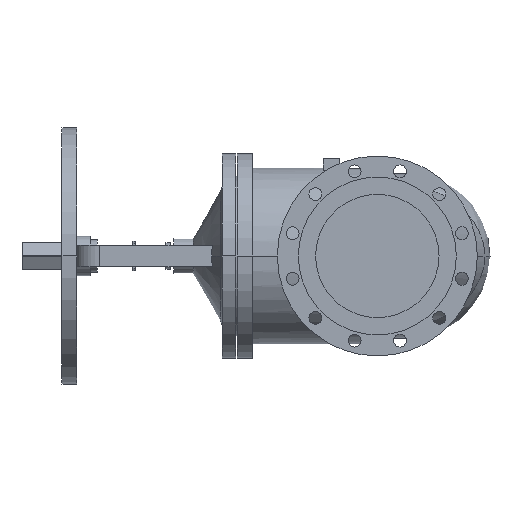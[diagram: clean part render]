
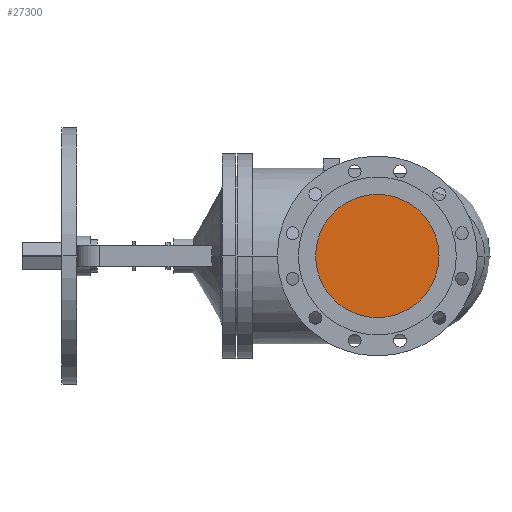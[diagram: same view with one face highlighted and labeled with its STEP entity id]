
A CAD part, left-side view. The second image highlights one B-rep face of the part: STEP entity #27300.
In plain terms, the highlighted planar face has unit normal (-1, 0, 0).
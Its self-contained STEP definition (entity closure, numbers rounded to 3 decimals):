
#19900=CARTESIAN_POINT('',(1.,125.,0.));
#19910=VERTEX_POINT('',#19900);
#19940=CARTESIAN_POINT('',(1.,0.,0.));
#19950=DIRECTION('',(-1.,0.,0.));
#19960=DIRECTION('',(0.,1.,0.));
#19970=AXIS2_PLACEMENT_3D('',#19940,#19950,#19960);
#19980=CIRCLE('',#19970,125.);
#19990=CARTESIAN_POINT('',(1.,-125.,0.));
#20000=VERTEX_POINT('',#19990);
#20010=EDGE_CURVE('',#19910,#20000,#19980,.T.);
#27200=CARTESIAN_POINT('',(1.,62.5,0.));
#27210=DIRECTION('',(1.,0.,0.));
#27220=DIRECTION('',(0.,-1.,0.));
#27230=AXIS2_PLACEMENT_3D('',#27200,#27210,#27220);
#27240=PLANE('',#27230);
#27250=ORIENTED_EDGE('',*,*,#20010,.T.);
#27260=EDGE_CURVE('',#20000,#19910,#19980,.T.);
#27270=ORIENTED_EDGE('',*,*,#27260,.T.);
#27280=EDGE_LOOP('',(#27270,#27250));
#27290=FACE_OUTER_BOUND('',#27280,.T.);
#27300=ADVANCED_FACE('',(#27290),#27240,.F.);
